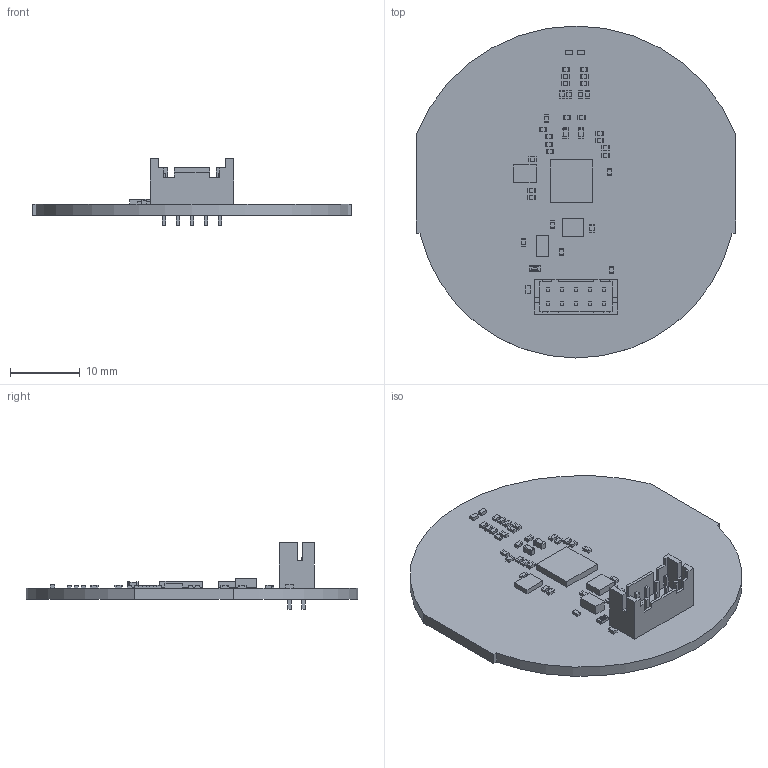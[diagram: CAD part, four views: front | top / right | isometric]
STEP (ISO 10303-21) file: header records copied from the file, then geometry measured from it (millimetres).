
FILE_DESCRIPTION (( 'STEP AP214' ), '1' );
FILE_NAME ('RFID_PCB_Antenna_1726-B.STEP', '2017-02-03T14:42:54', ( '' ), ( '' ), 'SwSTEP 2.0', 'SolidWorks 2016', '' );
FILE_SCHEMA (( 'AUTOMOTIVE_DESIGN' ));
Length unit declared in the file: millimetre
Products named in the file (1): RFID_PCB_Antenna_1726-B
Bounding box: 45.7 x 47.45 x 9.5 mm (x, y, z)
Surface area: 4421 mm2 (no closed solid volume)
Topology: 0 solids, 137 shells, 593 faces, 1923 edges, 1475 vertices
Faces by surface type: plane 557, cylinder 35, sphere 1
Entity records: 27099 total; most frequent: CARTESIAN_POINT 4531, DIRECTION 3011, ORIENTED_EDGE 2752, EDGE_CURVE 1922, VECTOR 1649, LINE 1649, VERTEX_POINT 1475, AXIS2_PLACEMENT_3D 681
